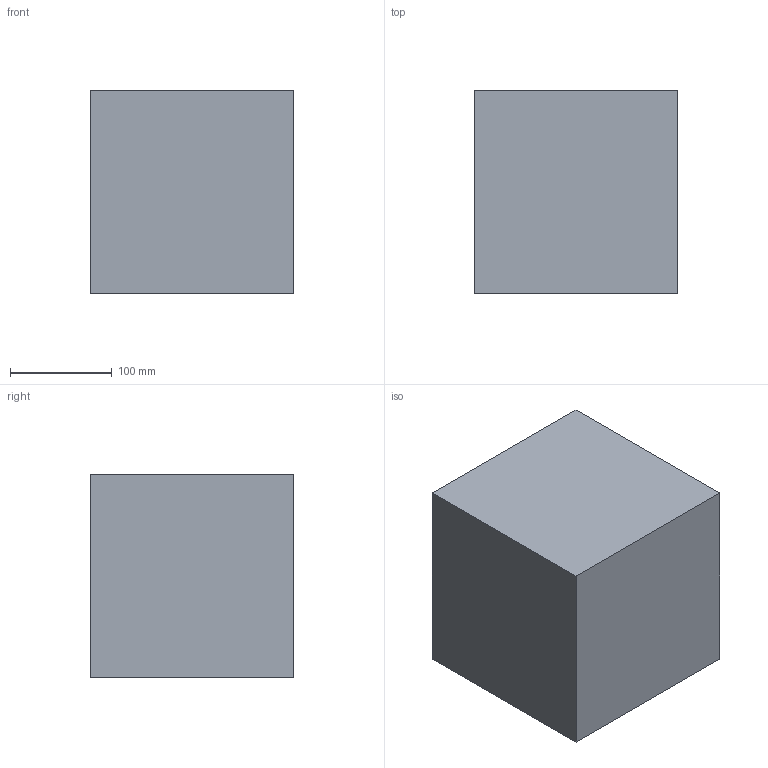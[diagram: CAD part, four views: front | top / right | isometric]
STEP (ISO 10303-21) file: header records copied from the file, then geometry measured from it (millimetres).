
FILE_DESCRIPTION (( 'STEP AP203' ), '1' );
FILE_NAME ('Cube with Shell Subtracted.STEP', '2022-03-18T15:37:26', ( '' ), ( '' ), 'SwSTEP 2.0', 'SolidWorks 2019', '' );
FILE_SCHEMA (( 'CONFIG_CONTROL_DESIGN' ));
Length unit declared in the file: millimetre
Products named in the file (1): Cube with Shell Subtracted
Bounding box: 200 x 200 x 200 mm (x, y, z)
Volume: 7999996.7 mm3; surface area: 240012.3 mm2
Topology: 1 solids, 2 shells, 88 faces, 242 edges, 156 vertices
Faces by surface type: bspline 48, cone 18, torus 10, plane 6, sphere 6
Entity records: 5768 total; most frequent: CARTESIAN_POINT 3964, ORIENTED_EDGE 464, EDGE_CURVE 232, DIRECTION 212, B_SPLINE_CURVE_WITH_KNOTS 158, VERTEX_POINT 152, AXIS2_PLACEMENT_3D 99, EDGE_LOOP 88
